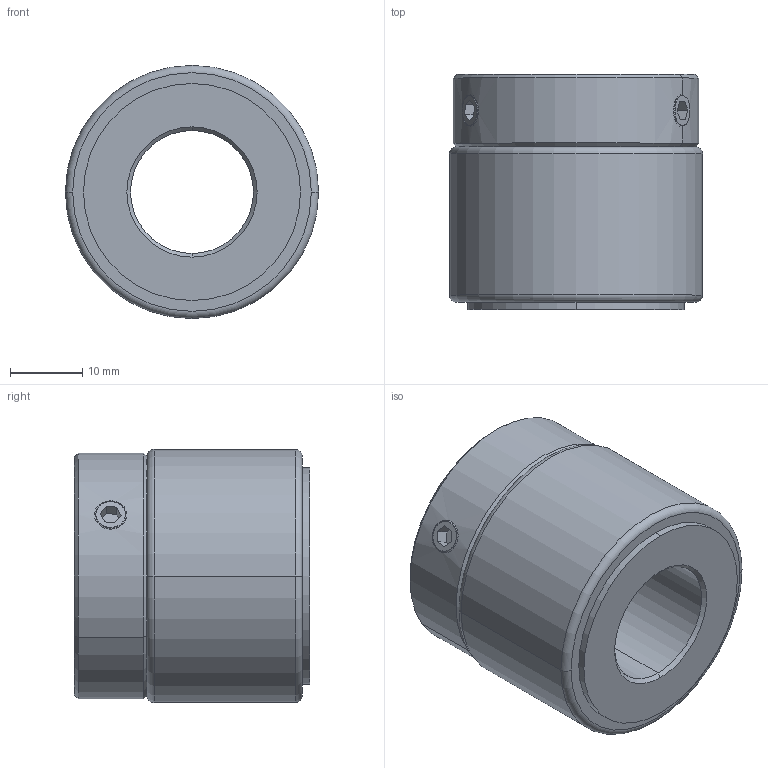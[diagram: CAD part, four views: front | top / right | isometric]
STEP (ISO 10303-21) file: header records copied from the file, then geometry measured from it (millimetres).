
FILE_DESCRIPTION (( 'STEP AP203' ), '1' );
FILE_NAME ('MAG-AM3521C-P08-ID17.STEP', '2020-08-13T07:54:23', ( '' ), ( '' ), 'SwSTEP 2.0', 'SolidWorks 2019', '' );
FILE_SCHEMA (( 'CONFIG_CONTROL_DESIGN' ));
Length unit declared in the file: millimetre
Products named in the file (5): MAG-RAL-OD34-ID20-L10-M5 鋁束環; hexagon socket set screw flat point_jis_JIS B 1177 Flat point M5 x 5 --S; MAG-3521-磁圈; MAG-BHSWR-OD30-ID17-L32-5 磁性環襯套; MAG-AM3521C-P08-ID17
Assembly tree (5 placements, depth 2):
  MAG-AM3521C-P08-ID17
    MAG-3521-磁圈
    MAG-RAL-OD34-ID20-L10-M5 鋁束環
    hexagon socket set screw flat point_jis_JIS B 1177 Flat point M5 x 5 --S  x2
    MAG-BHSWR-OD30-ID17-L32-5 磁性環襯套
Bounding box: 35 x 32.5 x 35 mm (x, y, z)
Volume: 22716.6 mm3; surface area: 13169.3 mm2
Topology: 5 solids, 5 shells, 154 faces, 390 edges, 247 vertices
Faces by surface type: cone 68, cylinder 43, plane 35, torus 8
Entity records: 4096 total; most frequent: CARTESIAN_POINT 882, DIRECTION 609, ORIENTED_EDGE 540, EDGE_CURVE 270, AXIS2_PLACEMENT_3D 246, VERTEX_POINT 171, CIRCLE 131, LINE 117
